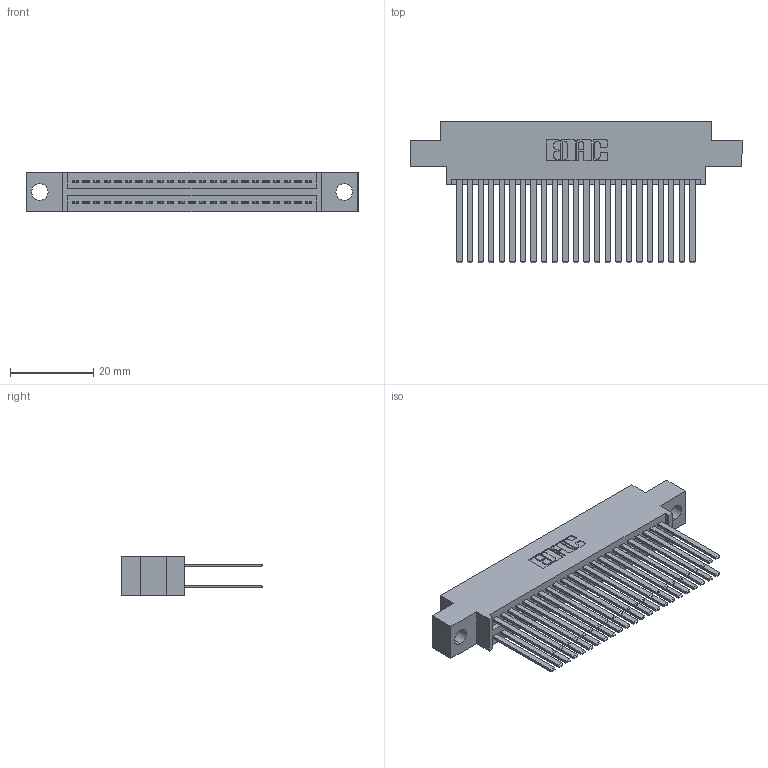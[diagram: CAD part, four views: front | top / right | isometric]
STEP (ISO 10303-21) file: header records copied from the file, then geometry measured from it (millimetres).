
FILE_DESCRIPTION (( 'STEP AP203' ), '1' );
FILE_NAME ('345-046-544-804.STEP', '2018-09-10T03:18:00', ( '' ), ( '' ), 'SwSTEP 2.0', 'SolidWorks 2016', '' );
FILE_SCHEMA (( 'CONFIG_CONTROL_DESIGN' ));
Length unit declared in the file: inch
Products named in the file (3): 345 Part_0.170 Offset - 0.156 Dia-TH; 345-292-001_345-293-144; 345-046-544-804
Assembly tree (47 placements, depth 2):
  345-046-544-804
    345 Part_0.170 Offset - 0.156 Dia-TH
    345-292-001_345-293-144  x46
Bounding box: 79.63 x 33.96 x 9.4 mm (x, y, z)
Volume: 8002.5 mm3; surface area: 13309.6 mm2
Topology: 47 solids, 47 shells, 2154 faces, 6379 edges, 4190 vertices
Faces by surface type: plane 1418, cylinder 736
Entity records: 20555 total; most frequent: CARTESIAN_POINT 3464, ORIENTED_EDGE 3398, DIRECTION 3075, EDGE_CURVE 1699, VECTOR 1479, LINE 1479, VERTEX_POINT 1130, AXIS2_PLACEMENT_3D 798
